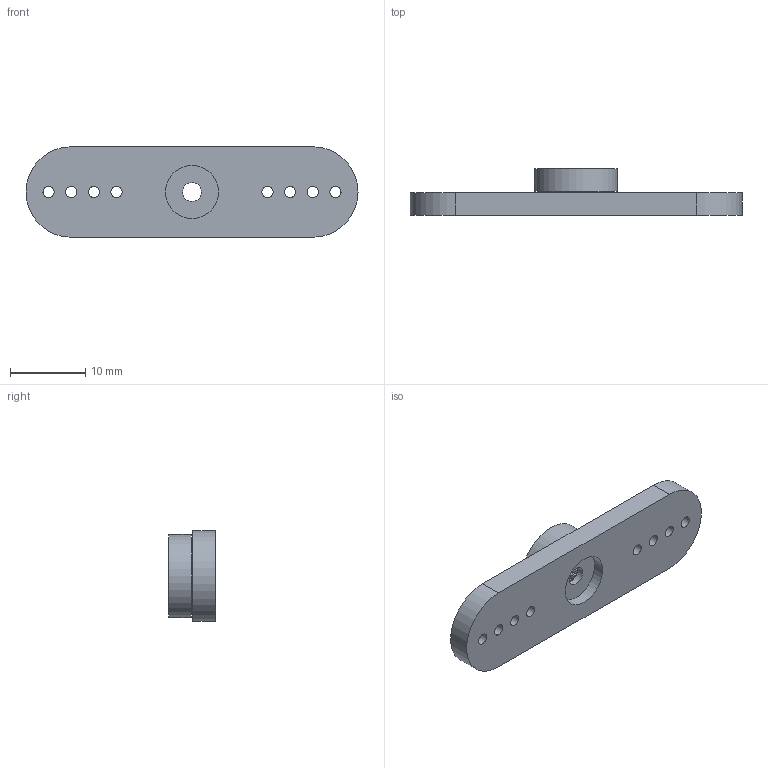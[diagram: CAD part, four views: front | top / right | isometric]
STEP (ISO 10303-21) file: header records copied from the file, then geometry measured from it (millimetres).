
FILE_DESCRIPTION(/* description */ (''),/* implementation_level */ '2;1');
FILE_NAME(/* name */ 'HD-1M25 H25T HiTec Servo Horn.step',/* time_stamp */ '2018-08-29T14:13:12-04:00',/* author */ ('fabian.neumannNQ6CZ'),/* organization */ (''),/* preprocessor_version */ 'ST-DEVELOPER v17.2',/* originating_system */ 'Autodesk Translation Framework v7.6.0.251',/* authorisation */ '');
FILE_SCHEMA (('AUTOMOTIVE_DESIGN { 1 0 10303 214 3 1 1 }'));
Length unit declared in the file: millimetre
Products named in the file (3): HD-1M25 H25T HiTec Servo Horn; Component1; Component2
Assembly tree (2 placements, depth 2):
  HD-1M25 H25T HiTec Servo Horn
    Component1
    Component2
Bounding box: 44 x 6.2 x 12 mm (x, y, z)
Volume: 1586.9 mm3; surface area: 1878.6 mm2
Topology: 2 solids, 2 shells, 124 faces, 351 edges, 234 vertices
Faces by surface type: cylinder 65, plane 59
Full cylindrical faces by diameter (mm): 1.5 x8, 2.5 x1, 7 x1, 8 x2, 11 x1
Entity records: 4190 total; most frequent: DIRECTION 739, CARTESIAN_POINT 714, ORIENTED_EDGE 702, EDGE_CURVE 351, AXIS2_PLACEMENT_3D 259, VERTEX_POINT 234, LINE 221, VECTOR 221
